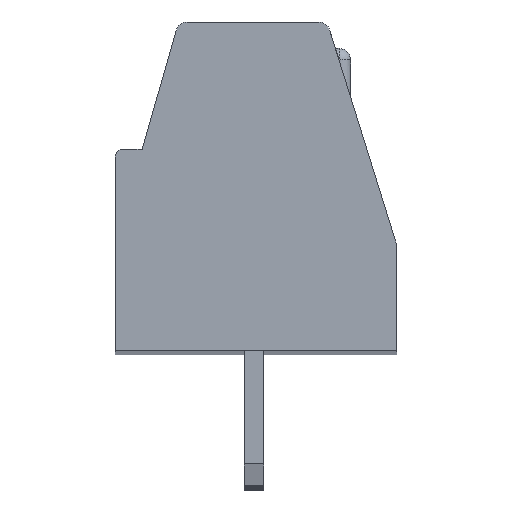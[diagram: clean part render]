
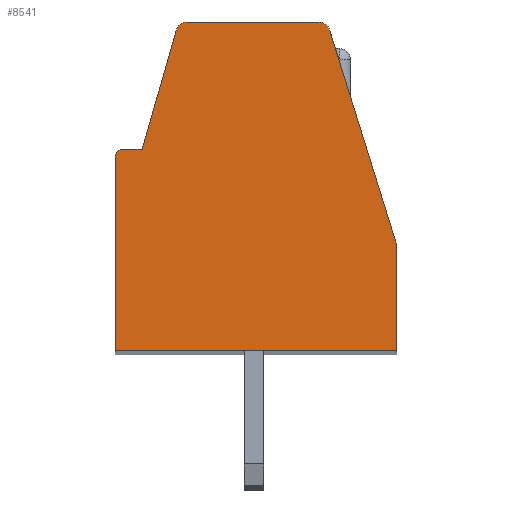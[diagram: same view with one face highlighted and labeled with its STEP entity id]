
A CAD part, top view. The second image highlights one B-rep face of the part: STEP entity #8541.
In plain terms, the highlighted planar face has unit normal (0, 0, 1).
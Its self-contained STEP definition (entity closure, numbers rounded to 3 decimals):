
#14=DIRECTION('',(0.,-1.,0.));
#15=VECTOR('',#14,5.);
#16=CARTESIAN_POINT('',(-3.6,5.,66.675));
#17=LINE('',#16,#15);
#18=CARTESIAN_POINT('',(-3.4,5.,66.675));
#19=DIRECTION('',(0.,0.,1.));
#20=DIRECTION('',(0.,1.,0.));
#21=AXIS2_PLACEMENT_3D('',#18,#19,#20);
#23=DIRECTION('',(-1.,0.,0.));
#24=VECTOR('',#23,0.5);
#25=CARTESIAN_POINT('',(-2.9,5.2,66.675));
#26=LINE('',#25,#24);
#27=DIRECTION('',(-0.276,-0.961,0.));
#28=VECTOR('',#27,3.207);
#29=CARTESIAN_POINT('',(-2.016,8.283,66.675));
#30=LINE('',#29,#28);
#31=CARTESIAN_POINT('',(-1.727,8.2,66.675));
#32=DIRECTION('',(0.,0.,1.));
#33=DIRECTION('',(0.,1.,0.));
#34=AXIS2_PLACEMENT_3D('',#31,#32,#33);
#36=DIRECTION('',(-1.,0.,0.));
#37=VECTOR('',#36,3.4);
#38=CARTESIAN_POINT('',(1.673,8.5,66.675));
#39=LINE('',#38,#37);
#40=CARTESIAN_POINT('',(1.673,8.2,66.675));
#41=DIRECTION('',(0.,0.,1.));
#42=DIRECTION('',(0.955,0.297,0.));
#43=AXIS2_PLACEMENT_3D('',#40,#41,#42);
#45=DIRECTION('',(-0.297,0.955,0.));
#46=VECTOR('',#45,5.854);
#47=CARTESIAN_POINT('',(3.7,2.7,66.675));
#48=LINE('',#47,#46);
#49=DIRECTION('',(0.,1.,0.));
#50=VECTOR('',#49,2.7);
#51=CARTESIAN_POINT('',(3.7,0.,66.675));
#52=LINE('',#51,#50);
#69=DIRECTION('',(1.,0.,0.));
#70=VECTOR('',#69,7.3);
#71=CARTESIAN_POINT('',(-3.6,0.,66.675));
#72=LINE('',#71,#70);
#6854=CARTESIAN_POINT('',(3.7,0.,66.675));
#6855=CARTESIAN_POINT('',(3.7,2.7,66.675));
#6856=VERTEX_POINT('',#6854);
#6857=VERTEX_POINT('',#6855);
#6858=CARTESIAN_POINT('',(1.959,8.289,66.675));
#6859=VERTEX_POINT('',#6858);
#6860=CARTESIAN_POINT('',(1.673,8.5,66.675));
#6861=VERTEX_POINT('',#6860);
#6862=CARTESIAN_POINT('',(-1.727,8.5,66.675));
#6863=VERTEX_POINT('',#6862);
#6864=CARTESIAN_POINT('',(-2.016,8.283,66.675));
#6865=VERTEX_POINT('',#6864);
#6866=CARTESIAN_POINT('',(-2.9,5.2,66.675));
#6867=VERTEX_POINT('',#6866);
#6868=CARTESIAN_POINT('',(-3.4,5.2,66.675));
#6869=VERTEX_POINT('',#6868);
#6870=CARTESIAN_POINT('',(-3.6,5.,66.675));
#6871=VERTEX_POINT('',#6870);
#6872=CARTESIAN_POINT('',(-3.6,0.,66.675));
#6873=VERTEX_POINT('',#6872);
#8514=CARTESIAN_POINT('',(0.,0.,66.675));
#8515=DIRECTION('',(0.,0.,1.));
#8516=DIRECTION('',(1.,0.,0.));
#8517=AXIS2_PLACEMENT_3D('',#8514,#8515,#8516);
#8518=PLANE('',#8517);
#8520=ORIENTED_EDGE('',*,*,#8519,.F.);
#8522=ORIENTED_EDGE('',*,*,#8521,.F.);
#8524=ORIENTED_EDGE('',*,*,#8523,.F.);
#8526=ORIENTED_EDGE('',*,*,#8525,.F.);
#8528=ORIENTED_EDGE('',*,*,#8527,.F.);
#8530=ORIENTED_EDGE('',*,*,#8529,.F.);
#8532=ORIENTED_EDGE('',*,*,#8531,.F.);
#8534=ORIENTED_EDGE('',*,*,#8533,.F.);
#8536=ORIENTED_EDGE('',*,*,#8535,.F.);
#8538=ORIENTED_EDGE('',*,*,#8537,.F.);
#8539=EDGE_LOOP('',(#8520,#8522,#8524,#8526,#8528,#8530,#8532,#8534,#8536,
#8538));
#8540=FACE_OUTER_BOUND('',#8539,.F.);
#22=CIRCLE('',#21,0.2);
#35=CIRCLE('',#34,0.3);
#44=CIRCLE('',#43,0.3);
#8519=EDGE_CURVE('',#6873,#6856,#72,.T.);
#8521=EDGE_CURVE('',#6871,#6873,#17,.T.);
#8523=EDGE_CURVE('',#6869,#6871,#22,.T.);
#8525=EDGE_CURVE('',#6867,#6869,#26,.T.);
#8527=EDGE_CURVE('',#6865,#6867,#30,.T.);
#8529=EDGE_CURVE('',#6863,#6865,#35,.T.);
#8531=EDGE_CURVE('',#6861,#6863,#39,.T.);
#8533=EDGE_CURVE('',#6859,#6861,#44,.T.);
#8535=EDGE_CURVE('',#6857,#6859,#48,.T.);
#8537=EDGE_CURVE('',#6856,#6857,#52,.T.);
#8541=ADVANCED_FACE('',(#8540),#8518,.T.);
